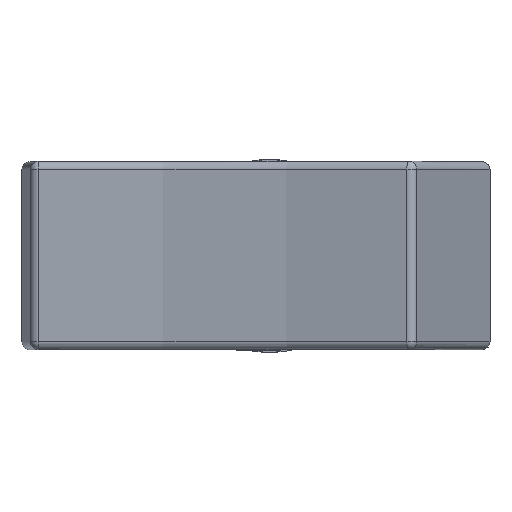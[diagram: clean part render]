
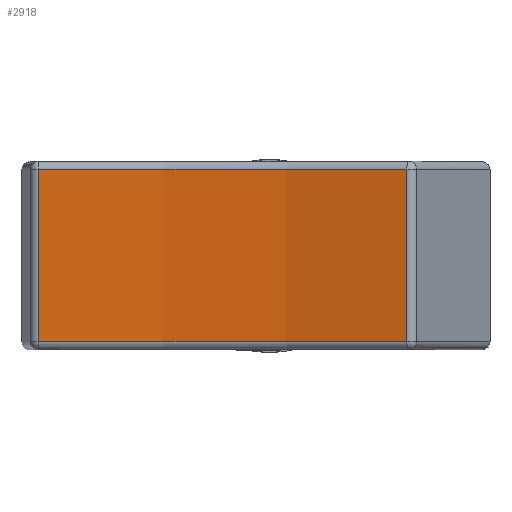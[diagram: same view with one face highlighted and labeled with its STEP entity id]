
A CAD part, top view. The second image highlights one B-rep face of the part: STEP entity #2918.
In plain terms, the highlighted cylindrical face has radius 36.671 mm (diameter 73.342 mm), a partial arc.
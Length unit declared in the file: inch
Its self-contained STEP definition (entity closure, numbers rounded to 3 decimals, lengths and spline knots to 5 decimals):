
#48=CIRCLE('',#3111,1.44375);
#50=CIRCLE('',#3120,1.44375);
#114=CYLINDRICAL_SURFACE('',#3128,1.44375);
#210=FACE_OUTER_BOUND('',#370,.T.);
#370=EDGE_LOOP('',(#2139,#2140,#2141,#2142));
#561=LINE('',#4752,#902);
#564=LINE('',#4760,#905);
#902=VECTOR('',#3481,0.3937);
#905=VECTOR('',#3490,0.3937);
#1248=VERTEX_POINT('',#4721);
#1252=VERTEX_POINT('',#4730);
#1254=VERTEX_POINT('',#4735);
#1258=VERTEX_POINT('',#4744);
#1569=EDGE_CURVE('',#1254,#1258,#48,.T.);
#1572=EDGE_CURVE('',#1258,#1252,#561,.T.);
#1576=EDGE_CURVE('',#1248,#1254,#564,.T.);
#1581=EDGE_CURVE('',#1252,#1248,#50,.T.);
#2139=ORIENTED_EDGE('',*,*,#1569,.F.);
#2140=ORIENTED_EDGE('',*,*,#1576,.F.);
#2141=ORIENTED_EDGE('',*,*,#1581,.F.);
#2142=ORIENTED_EDGE('',*,*,#1572,.F.);
#2918=ADVANCED_FACE('',(#210),#114,.F.);
#3111=AXIS2_PLACEMENT_3D('',#4748,#3474,#3475);
#3120=AXIS2_PLACEMENT_3D('',#4769,#3500,#3501);
#3128=AXIS2_PLACEMENT_3D('',#4797,#3527,#3528);
#3474=DIRECTION('center_axis',(0.,1.,0.));
#3475=DIRECTION('ref_axis',(0.165,0.,-0.986));
#3481=DIRECTION('',(0.,1.,0.));
#3490=DIRECTION('',(0.,-1.,0.));
#3500=DIRECTION('center_axis',(0.,-1.,0.));
#3501=DIRECTION('ref_axis',(0.165,0.,-0.986));
#3527=DIRECTION('center_axis',(0.,1.,0.));
#3528=DIRECTION('ref_axis',(-0.325,0.,0.946));
#4721=CARTESIAN_POINT('',(0.16769,0.10512,0.71683));
#4730=CARTESIAN_POINT('',(-0.28272,0.10512,0.64145));
#4735=CARTESIAN_POINT('',(0.16769,-0.10512,0.71683));
#4744=CARTESIAN_POINT('',(-0.28272,-0.10512,0.64145));
#4748=CARTESIAN_POINT('Origin',(-0.29281,-0.10512,2.08517));
#4752=CARTESIAN_POINT('',(-0.28272,0.,0.64145));
#4760=CARTESIAN_POINT('',(0.16769,0.,0.71683));
#4769=CARTESIAN_POINT('Origin',(-0.29281,0.10512,2.08517));
#4797=CARTESIAN_POINT('Origin',(-0.29281,0.,2.08517));
